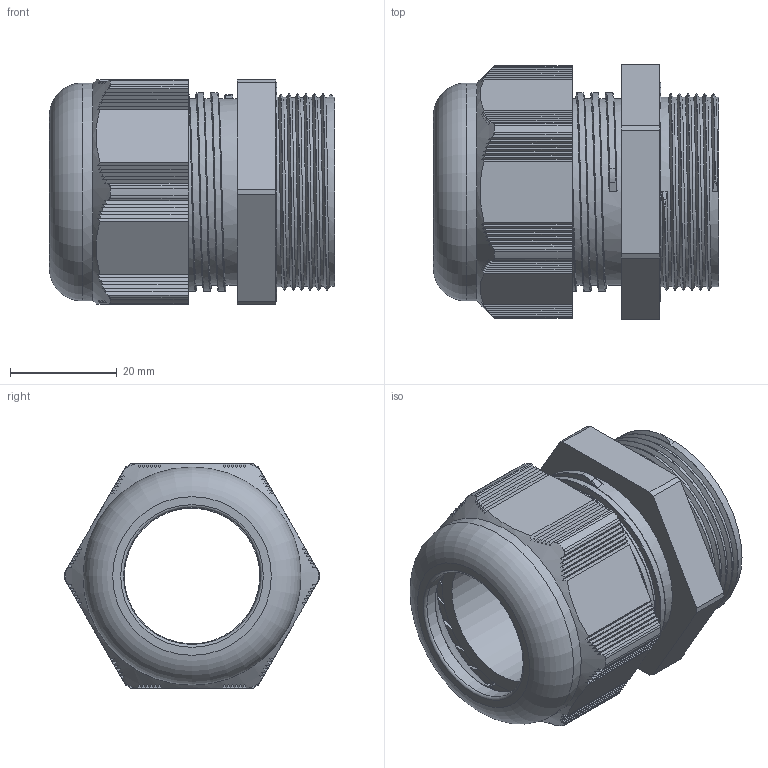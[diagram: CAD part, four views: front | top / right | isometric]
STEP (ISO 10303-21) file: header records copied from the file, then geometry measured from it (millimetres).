
FILE_DESCRIPTION(/* description */ ('Euro-Top PG29, KB: 18-25 mm'),/* implementation_level */ '2;1');
FILE_NAME(/* name */ '11080429-RST.stp',/* time_stamp */ '2019-11-27T08:57:42+01:00',/* author */ ('sl'),/* organization */ (''),/* preprocessor_version */ 'ST-DEVELOPER v16.5',/* originating_system */ 'Autodesk Inventor 2017',/* authorisation */ '');
FILE_SCHEMA (('AUTOMOTIVE_DESIGN { 1 0 10303 214 3 1 1 }'));
Length unit declared in the file: millimetre
Products named in the file (4): 11080429; 11080429_1; 11080429_2; 11080429_3
Assembly tree (3 placements, depth 2):
  11080429
    11080429_1
    11080429_2
    11080429_3
Bounding box: 53.44 x 47.91 x 42 mm (x, y, z)
Volume: 31149 mm3; surface area: 27272.5 mm2
Topology: 3 solids, 3 shells, 407 faces, 1165 edges, 769 vertices
Faces by surface type: plane 275, cylinder 79, torus 27, bspline 22, cone 4
Full cylindrical faces by diameter (mm): 25.42 x1, 25.75 x1, 26.15 x1, 30.4 x1, 30.5 x2, 34.6 x1, 35 x5, 35.48 x6, 36.06 x6, 38.36 x6, 40.85 x1
Entity records: 17606 total; most frequent: CARTESIAN_POINT 7700, ORIENTED_EDGE 2142, DIRECTION 1968, EDGE_CURVE 1071, VERTEX_POINT 720, AXIS2_PLACEMENT_3D 693, LINE 582, VECTOR 582
